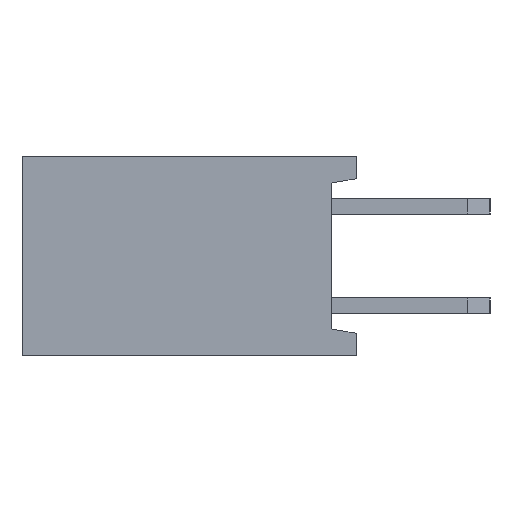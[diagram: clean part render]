
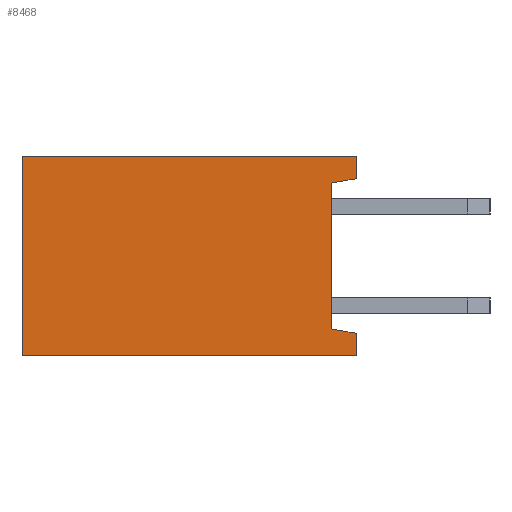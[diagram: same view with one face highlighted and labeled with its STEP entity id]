
A CAD part, left-side view. The second image highlights one B-rep face of the part: STEP entity #8468.
In plain terms, the highlighted planar face has unit normal (-1, 0, 0).
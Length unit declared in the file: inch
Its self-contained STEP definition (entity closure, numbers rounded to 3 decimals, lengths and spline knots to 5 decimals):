
#21 = CARTESIAN_POINT ( 'NONE',  ( -1.16, 0., -0.1 ) ) ;
#147 = CARTESIAN_POINT ( 'NONE',  ( -1.16, -2.3286, 0.1 ) ) ;
#197 = VERTEX_POINT ( 'NONE', #6679 ) ;
#328 = LINE ( 'NONE', #147, #1467 ) ;
#716 = VECTOR ( 'NONE', #6332, 39.37008 ) ;
#1299 = DIRECTION ( 'NONE',  ( 0., 1., 0. ) ) ;
#1388 = VERTEX_POINT ( 'NONE', #1472 ) ;
#1467 = VECTOR ( 'NONE', #11829, 39.37008 ) ;
#1472 = CARTESIAN_POINT ( 'NONE',  ( -1.16, 0., 0.0775 ) ) ;
#1492 = LINE ( 'NONE', #10089, #2724 ) ;
#1721 = CARTESIAN_POINT ( 'NONE',  ( -1.16, 0., -0.0775 ) ) ;
#1728 = CARTESIAN_POINT ( 'NONE',  ( -1.16, 0.025, 0.07309 ) ) ;
#1794 = CARTESIAN_POINT ( 'NONE',  ( -1.16, 0.025, -0.07309 ) ) ;
#2061 = EDGE_CURVE ( 'NONE', #11125, #1388, #7929, .T. ) ;
#2258 = ORIENTED_EDGE ( 'NONE', *, *, #11596, .F. ) ;
#2344 = ORIENTED_EDGE ( 'NONE', *, *, #6434, .T. ) ;
#2474 = LINE ( 'NONE', #1721, #3257 ) ;
#2611 = LINE ( 'NONE', #1794, #716 ) ;
#2639 = DIRECTION ( 'NONE',  ( 0., 0., 1. ) ) ;
#2724 = VECTOR ( 'NONE', #1299, 39.37008 ) ;
#2777 = VERTEX_POINT ( 'NONE', #1728 ) ;
#2797 = DIRECTION ( 'NONE',  ( 0., 0., -1. ) ) ;
#3007 = EDGE_LOOP ( 'NONE', ( #2344, #6994, #9639, #2258, #5047, #3557, #5651, #6342 ) ) ;
#3257 = VECTOR ( 'NONE', #10381, 39.37008 ) ;
#3303 = DIRECTION ( 'NONE',  ( -1., 0., 0. ) ) ;
#3398 = CARTESIAN_POINT ( 'NONE',  ( -1.16, 0., -0.1 ) ) ;
#3557 = ORIENTED_EDGE ( 'NONE', *, *, #11465, .T. ) ;
#3823 = CARTESIAN_POINT ( 'NONE',  ( -1.16, 0., 0.1 ) ) ;
#3989 = LINE ( 'NONE', #4823, #4142 ) ;
#4022 = VECTOR ( 'NONE', #2639, 39.37008 ) ;
#4138 = PLANE ( 'NONE',  #4701 ) ;
#4142 = VECTOR ( 'NONE', #7847, 39.37008 ) ;
#4701 = AXIS2_PLACEMENT_3D ( 'NONE', #8935, #3303, #11034 ) ;
#4823 = CARTESIAN_POINT ( 'NONE',  ( -1.16, 0.025, 0.07309 ) ) ;
#4969 = CARTESIAN_POINT ( 'NONE',  ( -1.16, 0., -0.1 ) ) ;
#5047 = ORIENTED_EDGE ( 'NONE', *, *, #7773, .T. ) ;
#5359 = CARTESIAN_POINT ( 'NONE',  ( -1.16, 0.335, -0.1 ) ) ;
#5407 = VECTOR ( 'NONE', #7045, 39.37008 ) ;
#5436 = EDGE_CURVE ( 'NONE', #5488, #10920, #11377, .T. ) ;
#5488 = VERTEX_POINT ( 'NONE', #6492 ) ;
#5651 = ORIENTED_EDGE ( 'NONE', *, *, #11662, .T. ) ;
#5758 = VECTOR ( 'NONE', #2797, 39.37008 ) ;
#6222 = CARTESIAN_POINT ( 'NONE',  ( -1.16, 0.335, 0.1 ) ) ;
#6332 = DIRECTION ( 'NONE',  ( 0., 0., 1. ) ) ;
#6342 = ORIENTED_EDGE ( 'NONE', *, *, #2061, .F. ) ;
#6434 = EDGE_CURVE ( 'NONE', #11125, #10920, #328, .T. ) ;
#6492 = CARTESIAN_POINT ( 'NONE',  ( -1.16, 0.335, -0.1 ) ) ;
#6679 = CARTESIAN_POINT ( 'NONE',  ( -1.16, 0.025, -0.07309 ) ) ;
#6994 = ORIENTED_EDGE ( 'NONE', *, *, #5436, .F. ) ;
#7045 = DIRECTION ( 'NONE',  ( 0., 0., -1. ) ) ;
#7064 = VERTEX_POINT ( 'NONE', #12002 ) ;
#7773 = EDGE_CURVE ( 'NONE', #7064, #197, #2474, .T. ) ;
#7847 = DIRECTION ( 'NONE',  ( 0., -0.985, 0.174 ) ) ;
#7929 = LINE ( 'NONE', #4969, #5407 ) ;
#8261 = VERTEX_POINT ( 'NONE', #3398 ) ;
#8468 = ADVANCED_FACE ( 'NONE', ( #10019 ), #4138, .T. ) ;
#8935 = CARTESIAN_POINT ( 'NONE',  ( -1.16, -2.3286, -0.1 ) ) ;
#9639 = ORIENTED_EDGE ( 'NONE', *, *, #10921, .F. ) ;
#10019 = FACE_OUTER_BOUND ( 'NONE', #3007, .T. ) ;
#10089 = CARTESIAN_POINT ( 'NONE',  ( -1.16, -2.3286, -0.1 ) ) ;
#10381 = DIRECTION ( 'NONE',  ( 0., 0.985, 0.174 ) ) ;
#10920 = VERTEX_POINT ( 'NONE', #6222 ) ;
#10921 = EDGE_CURVE ( 'NONE', #8261, #5488, #1492, .T. ) ;
#11034 = DIRECTION ( 'NONE',  ( 0., 0., 1. ) ) ;
#11125 = VERTEX_POINT ( 'NONE', #3823 ) ;
#11377 = LINE ( 'NONE', #5359, #4022 ) ;
#11465 = EDGE_CURVE ( 'NONE', #197, #2777, #2611, .T. ) ;
#11528 = LINE ( 'NONE', #21, #5758 ) ;
#11596 = EDGE_CURVE ( 'NONE', #7064, #8261, #11528, .T. ) ;
#11662 = EDGE_CURVE ( 'NONE', #2777, #1388, #3989, .T. ) ;
#11829 = DIRECTION ( 'NONE',  ( 0., 1., 0. ) ) ;
#12002 = CARTESIAN_POINT ( 'NONE',  ( -1.16, 0., -0.0775 ) ) ;
